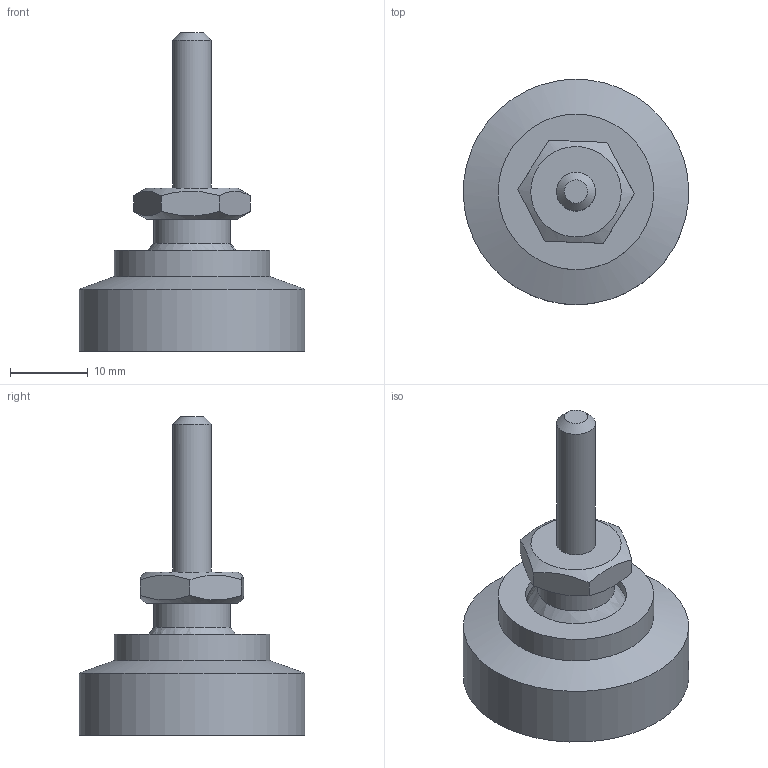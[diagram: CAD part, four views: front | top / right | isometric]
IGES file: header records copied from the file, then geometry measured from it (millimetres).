
Global section: file name: SF0205S; native system: Autodesk Inventor 2015; preprocessor: unknown; author: H. Deerberg; date: 20160104.083952; units: millimetre
Bounding box: 28.99 x 29 x 41.02 mm (x, y, z)
Volume: 8363.7 mm3; surface area: 3909.5 mm2
Topology: 2 solids, 2 shells, 22 faces, 57 edges, 40 vertices
Faces by surface type: bspline 22
